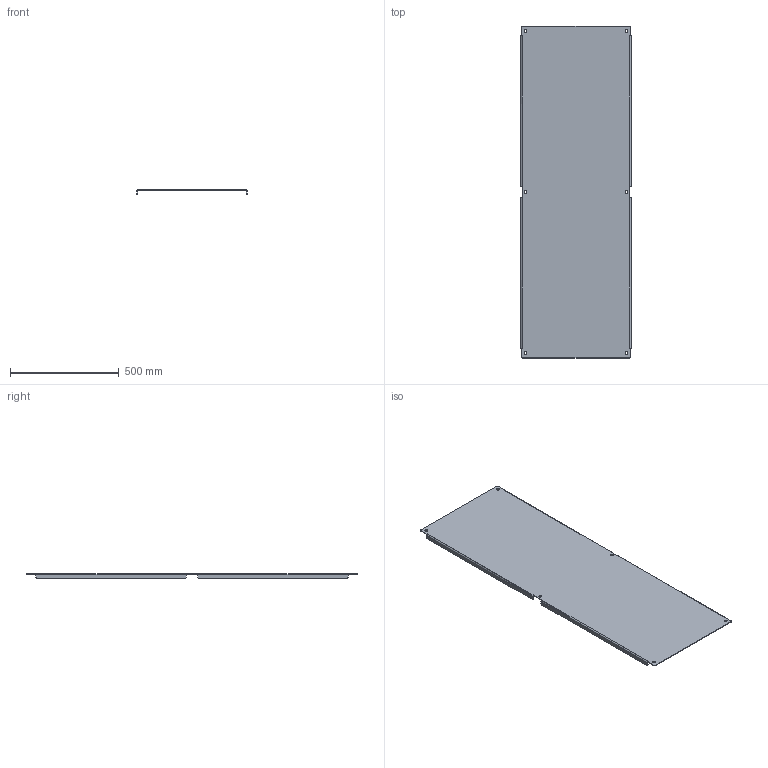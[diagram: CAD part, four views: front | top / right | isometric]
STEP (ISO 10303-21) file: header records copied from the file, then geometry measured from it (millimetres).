
FILE_DESCRIPTION (( 'STEP AP203' ), '1' );
FILE_NAME ('SCE-72SMP20.step', '2021-01-08T15:46:49', ( 'ADC123' ), ( 'Microsoft' ), 'SwSTEP 2.0', 'SolidWorks 2019', '' );
FILE_SCHEMA (( 'CONFIG_CONTROL_DESIGN' ));
Length unit declared in the file: inch
Products named in the file (1): SCE-72SMP20
Bounding box: 506.41 x 1524 x 22.23 mm (x, y, z)
Volume: 2594634.5 mm3; surface area: 1648480 mm2
Topology: 1 solids, 1 shells, 68 faces, 182 edges, 116 vertices
Faces by surface type: plane 30, cylinder 26, bspline 12
Full cylindrical faces by diameter (mm): 12.7 x6
Entity records: 2455 total; most frequent: CARTESIAN_POINT 701, ORIENTED_EDGE 352, DIRECTION 326, EDGE_CURVE 176, VERTEX_POINT 116, AXIS2_PLACEMENT_3D 109, VECTOR 108, LINE 108
